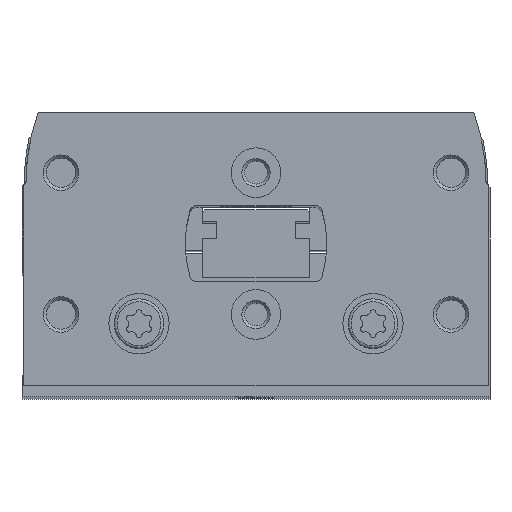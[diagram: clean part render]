
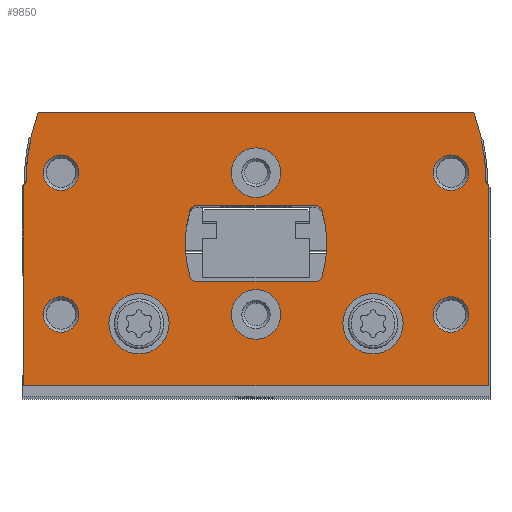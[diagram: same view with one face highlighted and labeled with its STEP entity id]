
A CAD part, top view. The second image highlights one B-rep face of the part: STEP entity #9850.
In plain terms, the highlighted planar face has unit normal (0, 0, 1).
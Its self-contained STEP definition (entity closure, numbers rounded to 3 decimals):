
#414=LINE('',#15388,#932);
#419=LINE('',#15398,#937);
#437=LINE('',#15444,#955);
#443=LINE('',#15456,#961);
#457=LINE('',#15535,#975);
#459=LINE('',#15538,#977);
#460=LINE('',#15578,#978);
#461=LINE('',#15598,#979);
#932=VECTOR('',#12667,1000.);
#937=VECTOR('',#12674,1000.);
#955=VECTOR('',#12710,1000.);
#961=VECTOR('',#12720,1000.);
#975=VECTOR('',#12782,1000.);
#977=VECTOR('',#12786,1000.);
#978=VECTOR('',#12827,1000.);
#979=VECTOR('',#12848,1000.);
#1236=PLANE('',#10720);
#2598=ORIENTED_EDGE('',*,*,#4299,.F.);
#2599=ORIENTED_EDGE('',*,*,#4300,.F.);
#2600=ORIENTED_EDGE('',*,*,#4301,.T.);
#2601=ORIENTED_EDGE('',*,*,#4302,.T.);
#2602=ORIENTED_EDGE('',*,*,#4303,.T.);
#2603=ORIENTED_EDGE('',*,*,#4304,.T.);
#2604=ORIENTED_EDGE('',*,*,#4305,.T.);
#2605=ORIENTED_EDGE('',*,*,#4306,.T.);
#2606=ORIENTED_EDGE('',*,*,#4254,.F.);
#2607=ORIENTED_EDGE('',*,*,#4276,.F.);
#2608=ORIENTED_EDGE('',*,*,#4266,.F.);
#2609=ORIENTED_EDGE('',*,*,#4263,.F.);
#2610=ORIENTED_EDGE('',*,*,#4307,.F.);
#2611=ORIENTED_EDGE('',*,*,#4308,.F.);
#2612=ORIENTED_EDGE('',*,*,#4309,.F.);
#2613=ORIENTED_EDGE('',*,*,#4257,.F.);
#2614=ORIENTED_EDGE('',*,*,#4241,.T.);
#2615=ORIENTED_EDGE('',*,*,#4235,.T.);
#2616=ORIENTED_EDGE('',*,*,#4278,.T.);
#2617=ORIENTED_EDGE('',*,*,#4206,.T.);
#2618=ORIENTED_EDGE('',*,*,#4211,.T.);
#2619=ORIENTED_EDGE('',*,*,#4215,.T.);
#2620=ORIENTED_EDGE('',*,*,#4298,.T.);
#2621=ORIENTED_EDGE('',*,*,#4247,.T.);
#4206=EDGE_CURVE('',#5182,#5181,#414,.T.);
#4211=EDGE_CURVE('',#5181,#5185,#419,.T.);
#4215=EDGE_CURVE('',#5185,#5187,#5820,.T.);
#4235=EDGE_CURVE('',#5202,#5204,#437,.T.);
#4241=EDGE_CURVE('',#5208,#5202,#443,.T.);
#4247=EDGE_CURVE('',#5213,#5208,#5826,.T.);
#4254=EDGE_CURVE('',#5217,#5218,#5829,.T.);
#4257=EDGE_CURVE('',#5218,#5219,#5830,.T.);
#4263=EDGE_CURVE('',#5223,#5224,#5833,.T.);
#4266=EDGE_CURVE('',#5224,#5226,#5834,.T.);
#4276=EDGE_CURVE('',#5226,#5217,#457,.T.);
#4278=EDGE_CURVE('',#5204,#5182,#459,.T.);
#4298=EDGE_CURVE('',#5187,#5213,#460,.T.);
#4299=EDGE_CURVE('',#5253,#5253,#5861,.T.);
#4300=EDGE_CURVE('',#5254,#5254,#5862,.T.);
#4301=EDGE_CURVE('',#5255,#5255,#5863,.T.);
#4302=EDGE_CURVE('',#5256,#5256,#5864,.T.);
#4303=EDGE_CURVE('',#5257,#5257,#5865,.T.);
#4304=EDGE_CURVE('',#5258,#5258,#5866,.T.);
#4305=EDGE_CURVE('',#5259,#5259,#5867,.T.);
#4306=EDGE_CURVE('',#5260,#5260,#5868,.T.);
#4307=EDGE_CURVE('',#5261,#5223,#5869,.T.);
#4308=EDGE_CURVE('',#5262,#5261,#461,.T.);
#4309=EDGE_CURVE('',#5219,#5262,#5870,.T.);
#5181=VERTEX_POINT('',#15387);
#5182=VERTEX_POINT('',#15389);
#5185=VERTEX_POINT('',#15397);
#5187=VERTEX_POINT('',#15404);
#5202=VERTEX_POINT('',#15438);
#5204=VERTEX_POINT('',#15443);
#5208=VERTEX_POINT('',#15454);
#5213=VERTEX_POINT('',#15469);
#5217=VERTEX_POINT('',#15483);
#5218=VERTEX_POINT('',#15485);
#5219=VERTEX_POINT('',#15493);
#5223=VERTEX_POINT('',#15506);
#5224=VERTEX_POINT('',#15508);
#5226=VERTEX_POINT('',#15517);
#5253=VERTEX_POINT('',#15581);
#5254=VERTEX_POINT('',#15583);
#5255=VERTEX_POINT('',#15585);
#5256=VERTEX_POINT('',#15587);
#5257=VERTEX_POINT('',#15589);
#5258=VERTEX_POINT('',#15591);
#5259=VERTEX_POINT('',#15593);
#5260=VERTEX_POINT('',#15595);
#5261=VERTEX_POINT('',#15597);
#5262=VERTEX_POINT('',#15599);
#5820=CIRCLE('',#10666,30.);
#5826=CIRCLE('',#10678,30.);
#5829=CIRCLE('',#10682,1.);
#5830=CIRCLE('',#10684,16.);
#5833=CIRCLE('',#10688,16.);
#5834=CIRCLE('',#10690,1.);
#5861=CIRCLE('',#10721,4.25);
#5862=CIRCLE('',#10722,4.25);
#5863=CIRCLE('',#10723,3.5);
#5864=CIRCLE('',#10724,3.5);
#5865=CIRCLE('',#10725,2.5);
#5866=CIRCLE('',#10726,2.5);
#5867=CIRCLE('',#10727,2.5);
#5868=CIRCLE('',#10728,2.5);
#5869=CIRCLE('',#10729,1.);
#5870=CIRCLE('',#10730,1.);
#6526=EDGE_LOOP('',(#2598));
#6527=EDGE_LOOP('',(#2599));
#6528=EDGE_LOOP('',(#2600));
#6529=EDGE_LOOP('',(#2601));
#6530=EDGE_LOOP('',(#2602));
#6531=EDGE_LOOP('',(#2603));
#6532=EDGE_LOOP('',(#2604));
#6533=EDGE_LOOP('',(#2605));
#6534=EDGE_LOOP('',(#2606,#2607,#2608,#2609,#2610,#2611,#2612,#2613));
#6535=EDGE_LOOP('',(#2614,#2615,#2616,#2617,#2618,#2619,#2620,#2621));
#7284=FACE_BOUND('',#6526,.T.);
#7285=FACE_BOUND('',#6527,.T.);
#7286=FACE_BOUND('',#6528,.T.);
#7287=FACE_BOUND('',#6529,.T.);
#7288=FACE_BOUND('',#6530,.T.);
#7289=FACE_BOUND('',#6531,.T.);
#7290=FACE_BOUND('',#6532,.T.);
#7291=FACE_BOUND('',#6533,.T.);
#7292=FACE_BOUND('',#6534,.T.);
#7293=FACE_BOUND('',#6535,.T.);
#9850=ADVANCED_FACE('',(#7284,#7285,#7286,#7287,#7288,#7289,#7290,#7291,
#7292,#7293),#1236,.T.);
#10666=AXIS2_PLACEMENT_3D('',#15405,#12681,#12682);
#10678=AXIS2_PLACEMENT_3D('',#15468,#12731,#12732);
#10682=AXIS2_PLACEMENT_3D('',#15484,#12742,#12743);
#10684=AXIS2_PLACEMENT_3D('',#15492,#12747,#12748);
#10688=AXIS2_PLACEMENT_3D('',#15507,#12757,#12758);
#10690=AXIS2_PLACEMENT_3D('',#15516,#12762,#12763);
#10720=AXIS2_PLACEMENT_3D('',#15579,#12828,#12829);
#10721=AXIS2_PLACEMENT_3D('',#15580,#12830,#12831);
#10722=AXIS2_PLACEMENT_3D('',#15582,#12832,#12833);
#10723=AXIS2_PLACEMENT_3D('',#15584,#12834,#12835);
#10724=AXIS2_PLACEMENT_3D('',#15586,#12836,#12837);
#10725=AXIS2_PLACEMENT_3D('',#15588,#12838,#12839);
#10726=AXIS2_PLACEMENT_3D('',#15590,#12840,#12841);
#10727=AXIS2_PLACEMENT_3D('',#15592,#12842,#12843);
#10728=AXIS2_PLACEMENT_3D('',#15594,#12844,#12845);
#10729=AXIS2_PLACEMENT_3D('',#15596,#12846,#12847);
#10730=AXIS2_PLACEMENT_3D('',#15600,#12849,#12850);
#12667=DIRECTION('',(0.,1.,0.));
#12674=DIRECTION('',(-0.866,0.5,0.));
#12681=DIRECTION('',(0.,0.,1.));
#12682=DIRECTION('',(1.,0.,0.));
#12710=DIRECTION('',(0.,-1.,0.));
#12720=DIRECTION('',(-0.866,-0.5,0.));
#12731=DIRECTION('',(0.,0.,1.));
#12732=DIRECTION('',(1.,0.,0.));
#12742=DIRECTION('',(0.,0.,1.));
#12743=DIRECTION('',(1.,0.,0.));
#12747=DIRECTION('',(0.,0.,1.));
#12748=DIRECTION('',(1.,0.,0.));
#12757=DIRECTION('',(0.,0.,1.));
#12758=DIRECTION('',(1.,0.,0.));
#12762=DIRECTION('',(0.,0.,1.));
#12763=DIRECTION('',(1.,0.,0.));
#12782=DIRECTION('',(-1.,0.,0.));
#12786=DIRECTION('',(1.,0.,0.));
#12827=DIRECTION('',(-1.,0.,0.));
#12828=DIRECTION('',(0.,0.,1.));
#12829=DIRECTION('',(1.,0.,0.));
#12830=DIRECTION('',(0.,0.,1.));
#12831=DIRECTION('',(1.,0.,0.));
#12832=DIRECTION('',(0.,0.,1.));
#12833=DIRECTION('',(1.,0.,0.));
#12834=DIRECTION('',(0.,0.,-1.));
#12835=DIRECTION('',(-1.,0.,0.));
#12836=DIRECTION('',(0.,0.,-1.));
#12837=DIRECTION('',(-1.,0.,0.));
#12838=DIRECTION('',(0.,0.,-1.));
#12839=DIRECTION('',(-1.,0.,0.));
#12840=DIRECTION('',(0.,0.,-1.));
#12841=DIRECTION('',(-1.,0.,0.));
#12842=DIRECTION('',(0.,0.,-1.));
#12843=DIRECTION('',(-1.,0.,0.));
#12844=DIRECTION('',(0.,0.,-1.));
#12845=DIRECTION('',(-1.,0.,0.));
#12846=DIRECTION('',(0.,0.,1.));
#12847=DIRECTION('',(1.,0.,0.));
#12848=DIRECTION('',(1.,0.,0.));
#12849=DIRECTION('',(0.,0.,1.));
#12850=DIRECTION('',(1.,0.,0.));
#15387=CARTESIAN_POINT('',(32.75,28.327,0.));
#15388=CARTESIAN_POINT('',(32.75,0.,0.));
#15389=CARTESIAN_POINT('',(32.75,0.,0.));
#15397=CARTESIAN_POINT('',(32.45,28.5,0.));
#15398=CARTESIAN_POINT('',(32.75,28.327,0.));
#15404=CARTESIAN_POINT('',(30.734,38.5,0.));
#15405=CARTESIAN_POINT('',(2.45,28.5,0.));
#15438=CARTESIAN_POINT('',(-32.75,28.327,0.));
#15443=CARTESIAN_POINT('',(-32.75,0.,0.));
#15444=CARTESIAN_POINT('',(-32.75,28.327,0.));
#15454=CARTESIAN_POINT('',(-32.45,28.5,0.));
#15456=CARTESIAN_POINT('',(-32.45,28.5,0.));
#15468=CARTESIAN_POINT('',(-2.45,28.5,0.));
#15469=CARTESIAN_POINT('',(-30.734,38.5,0.));
#15483=CARTESIAN_POINT('',(-8.355,25.4,0.));
#15484=CARTESIAN_POINT('',(-8.355,24.4,0.));
#15485=CARTESIAN_POINT('',(-9.312,24.69,0.));
#15492=CARTESIAN_POINT('',(6.,20.05,0.));
#15493=CARTESIAN_POINT('',(-9.312,15.41,0.));
#15506=CARTESIAN_POINT('',(9.312,15.41,0.));
#15507=CARTESIAN_POINT('',(-6.,20.05,0.));
#15508=CARTESIAN_POINT('',(9.312,24.69,0.));
#15516=CARTESIAN_POINT('',(8.355,24.4,0.));
#15517=CARTESIAN_POINT('',(8.355,25.4,0.));
#15535=CARTESIAN_POINT('',(8.355,25.4,0.));
#15538=CARTESIAN_POINT('',(-32.75,0.,0.));
#15578=CARTESIAN_POINT('',(30.734,38.5,0.));
#15579=CARTESIAN_POINT('',(2.45,28.5,0.));
#15580=CARTESIAN_POINT('',(-16.5,8.75,0.));
#15581=CARTESIAN_POINT('',(-12.25,8.75,0.));
#15582=CARTESIAN_POINT('',(16.5,8.75,0.));
#15583=CARTESIAN_POINT('',(20.75,8.75,0.));
#15584=CARTESIAN_POINT('',(0.,10.05,0.));
#15585=CARTESIAN_POINT('',(-3.5,10.05,0.));
#15586=CARTESIAN_POINT('',(0.,30.05,0.));
#15587=CARTESIAN_POINT('',(-3.5,30.05,0.));
#15588=CARTESIAN_POINT('',(27.5,10.05,0.));
#15589=CARTESIAN_POINT('',(25.,10.05,0.));
#15590=CARTESIAN_POINT('',(-27.5,10.05,0.));
#15591=CARTESIAN_POINT('',(-30.,10.05,0.));
#15592=CARTESIAN_POINT('',(-27.5,30.05,0.));
#15593=CARTESIAN_POINT('',(-30.,30.05,0.));
#15594=CARTESIAN_POINT('',(27.5,30.05,0.));
#15595=CARTESIAN_POINT('',(25.,30.05,0.));
#15596=CARTESIAN_POINT('',(8.355,15.7,0.));
#15597=CARTESIAN_POINT('',(8.355,14.7,0.));
#15598=CARTESIAN_POINT('',(-8.355,14.7,0.));
#15599=CARTESIAN_POINT('',(-8.355,14.7,0.));
#15600=CARTESIAN_POINT('',(-8.355,15.7,0.));
